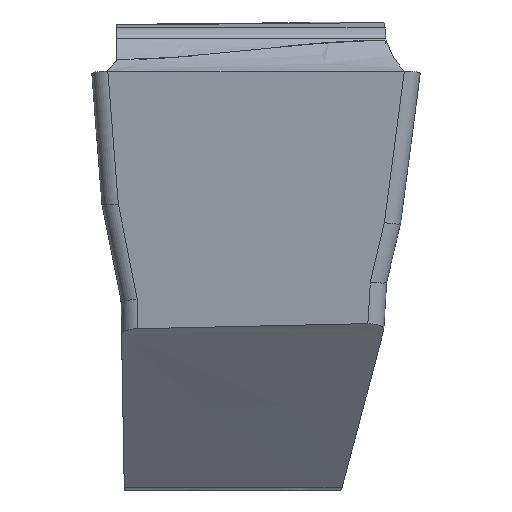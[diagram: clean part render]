
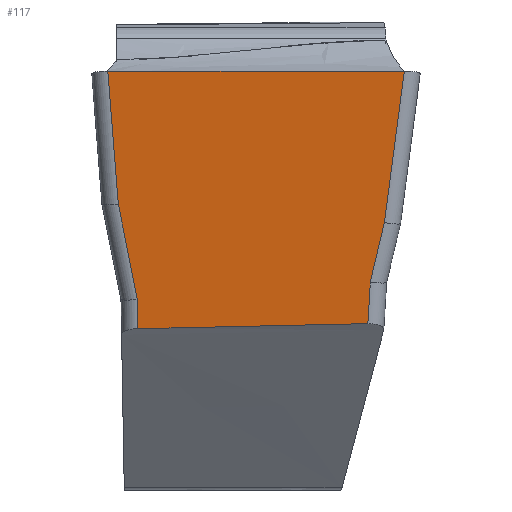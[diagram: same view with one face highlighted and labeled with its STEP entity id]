
A CAD part, front view. The second image highlights one B-rep face of the part: STEP entity #117.
In plain terms, the highlighted planar face has unit normal (0, -0.993, -0.122).
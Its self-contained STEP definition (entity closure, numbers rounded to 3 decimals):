
#117=ADVANCED_FACE('PUNCH_FRONT_SUR',(#176),#161,.F.);
#161=PLANE('',#862);
#176=FACE_OUTER_BOUND('',#220,.T.);
#220=EDGE_LOOP('',(#385,#386,#387,#388,#389,#390,#391,#392));
#274=LINE('',#1304,#318);
#275=LINE('',#1306,#319);
#276=LINE('',#1308,#320);
#277=LINE('',#1310,#321);
#278=LINE('',#1312,#322);
#279=LINE('',#1314,#323);
#280=LINE('',#1316,#324);
#318=VECTOR('',#925,1.);
#319=VECTOR('',#926,1.);
#320=VECTOR('',#927,1.);
#321=VECTOR('',#928,1.);
#322=VECTOR('',#929,1.);
#323=VECTOR('',#930,1.);
#324=VECTOR('',#931,1.);
#385=ORIENTED_EDGE('',*,*,#712,.F.);
#386=ORIENTED_EDGE('',*,*,#713,.T.);
#387=ORIENTED_EDGE('',*,*,#714,.T.);
#388=ORIENTED_EDGE('',*,*,#715,.T.);
#389=ORIENTED_EDGE('',*,*,#716,.T.);
#390=ORIENTED_EDGE('',*,*,#717,.T.);
#391=ORIENTED_EDGE('',*,*,#718,.T.);
#392=ORIENTED_EDGE('',*,*,#719,.T.);
#631=VERTEX_POINT('',#1302);
#632=VERTEX_POINT('',#1303);
#633=VERTEX_POINT('',#1305);
#634=VERTEX_POINT('',#1307);
#635=VERTEX_POINT('',#1309);
#636=VERTEX_POINT('',#1311);
#637=VERTEX_POINT('',#1313);
#638=VERTEX_POINT('',#1315);
#712=EDGE_CURVE('',#631,#632,#822,.T.);
#713=EDGE_CURVE('',#631,#633,#274,.T.);
#714=EDGE_CURVE('',#633,#634,#275,.T.);
#715=EDGE_CURVE('',#634,#635,#276,.T.);
#716=EDGE_CURVE('',#635,#636,#277,.T.);
#717=EDGE_CURVE('',#636,#637,#278,.T.);
#718=EDGE_CURVE('',#637,#638,#279,.T.);
#719=EDGE_CURVE('',#638,#632,#280,.T.);
#822=B_SPLINE_CURVE_WITH_KNOTS('',3,(#1292,#1293,#1294,#1295,#1296,#1297,
#1298,#1299,#1300,#1301),.UNSPECIFIED.,.F.,.F.,(4,3,3,4),(0.,0.231,
0.538,1.),.UNSPECIFIED.);
#862=AXIS2_PLACEMENT_3D('',#1317,#932,#933);
#925=DIRECTION('',(0.059,-0.122,0.991));
#926=DIRECTION('',(0.228,-0.119,0.966));
#927=DIRECTION('',(0.129,-0.121,0.984));
#928=DIRECTION('',(-1.,0.,0.));
#929=DIRECTION('',(0.078,0.122,-0.99));
#930=DIRECTION('',(0.195,0.12,-0.974));
#931=DIRECTION('',(0.017,0.122,-0.992));
#932=DIRECTION('',(0.,0.993,0.122));
#933=DIRECTION('',(0.,-0.122,0.993));
#1292=CARTESIAN_POINT('',(1.362,-3.923,-3.074));
#1293=CARTESIAN_POINT('',(1.147,-3.922,-3.076));
#1294=CARTESIAN_POINT('',(0.931,-3.922,-3.08));
#1295=CARTESIAN_POINT('',(0.716,-3.921,-3.085));
#1296=CARTESIAN_POINT('',(0.429,-3.92,-3.091));
#1297=CARTESIAN_POINT('',(0.142,-3.919,-3.1));
#1298=CARTESIAN_POINT('',(-0.144,-3.918,-3.108));
#1299=CARTESIAN_POINT('',(-0.576,-3.917,-3.121));
#1300=CARTESIAN_POINT('',(-1.007,-3.915,-3.133));
#1301=CARTESIAN_POINT('',(-1.438,-3.915,-3.136));
#1302=CARTESIAN_POINT('',(1.362,-3.923,-3.074));
#1303=CARTESIAN_POINT('',(-1.438,-3.915,-3.136));
#1304=CARTESIAN_POINT('',(1.395,-3.99,-2.521));
#1305=CARTESIAN_POINT('',(1.393,-3.985,-2.567));
#1306=CARTESIAN_POINT('',(1.584,-4.084,-1.755));
#1307=CARTESIAN_POINT('',(1.564,-4.074,-1.843));
#1308=CARTESIAN_POINT('',(1.776,-4.272,-0.23));
#1309=CARTESIAN_POINT('',(1.806,-4.3,0.));
#1310=CARTESIAN_POINT('',(0.001,-4.3,0.));
#1311=CARTESIAN_POINT('',(-1.804,-4.3,0.));
#1312=CARTESIAN_POINT('',(-1.793,-4.283,-0.139));
#1313=CARTESIAN_POINT('',(-1.677,-4.102,-1.616));
#1314=CARTESIAN_POINT('',(-1.443,-3.958,-2.785));
#1315=CARTESIAN_POINT('',(-1.444,-3.959,-2.78));
#1316=CARTESIAN_POINT('',(-1.492,-4.297,-0.026));
#1317=CARTESIAN_POINT('',(0.001,-4.3,0.));
